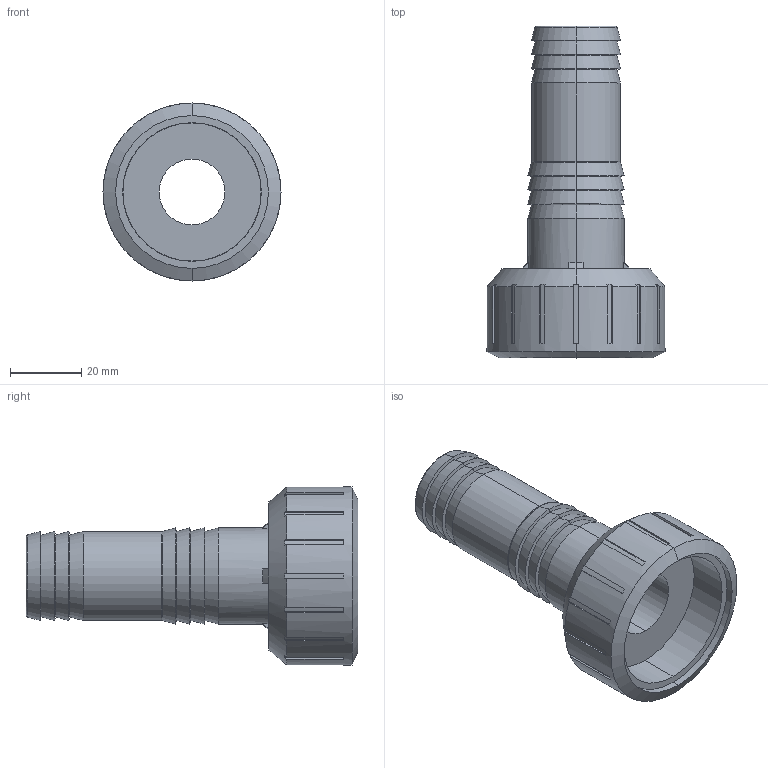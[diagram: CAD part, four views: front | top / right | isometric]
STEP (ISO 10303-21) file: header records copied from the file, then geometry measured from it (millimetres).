
FILE_DESCRIPTION(('STEP AP214'),'1');
FILE_NAME('adv114025027.stp','2018-01-31T11:22:39',('TraceParts'),('TraceParts S.A.'),'Spatial InterOp 3D',' ',' ');
FILE_SCHEMA(('automotive_design'));
Length unit declared in the file: millimetre
Products named in the file (2): adv114025027_1; adv114025027_2
Bounding box: 50 x 93.2 x 50 mm (x, y, z)
Volume: 41600.2 mm3; surface area: 22070 mm2
Topology: 2 solids, 2 shells, 146 faces, 378 edges, 238 vertices
Faces by surface type: plane 62, cone 38, cylinder 36, torus 10
Entity records: 5705 total; most frequent: CARTESIAN_POINT 916, DIRECTION 786, ORIENTED_EDGE 756, EDGE_CURVE 378, AXIS2_PLACEMENT_3D 308, VERTEX_POINT 238, LINE 170, VECTOR 170
